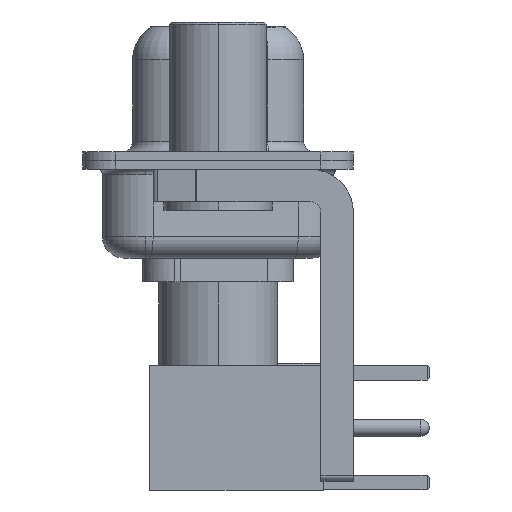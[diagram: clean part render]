
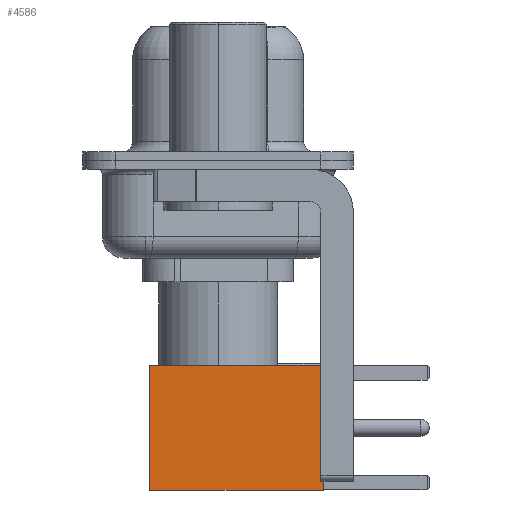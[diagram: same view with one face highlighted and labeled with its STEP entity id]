
A CAD part, left-side view. The second image highlights one B-rep face of the part: STEP entity #4586.
In plain terms, the highlighted face is planar.
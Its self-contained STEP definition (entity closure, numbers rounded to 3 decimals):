
#139 = PLANE ( 'NONE',  #16022 ) ;
#2452 = LINE ( 'NONE', #9495, #11292 ) ;
#3054 = DIRECTION ( 'NONE',  ( -1., 0., 0. ) ) ;
#3060 = EDGE_CURVE ( 'NONE', #19788, #7039, #2452, .T. ) ;
#4058 = VECTOR ( 'NONE', #6387, 1000. ) ;
#4586 = ADVANCED_FACE ( 'NONE', ( #11793 ), #139, .T. ) ;
#4677 = CARTESIAN_POINT ( 'NONE',  ( -2.875, 2.875, 0. ) ) ;
#5477 = VERTEX_POINT ( 'NONE', #8856 ) ;
#6387 = DIRECTION ( 'NONE',  ( 0., 0., -1. ) ) ;
#6843 = ORIENTED_EDGE ( 'NONE', *, *, #3060, .T. ) ;
#7039 = VERTEX_POINT ( 'NONE', #13032 ) ;
#7639 = EDGE_CURVE ( 'NONE', #5477, #7039, #18065, .T. ) ;
#8856 = CARTESIAN_POINT ( 'NONE',  ( -2.875, 2.875, 8. ) ) ;
#9495 = CARTESIAN_POINT ( 'NONE',  ( 0., 2.875, 0. ) ) ;
#11292 = VECTOR ( 'NONE', #27105, 1000. ) ;
#11793 = FACE_OUTER_BOUND ( 'NONE', #17918, .T. ) ;
#12323 = ORIENTED_EDGE ( 'NONE', *, *, #14159, .F. ) ;
#13032 = CARTESIAN_POINT ( 'NONE',  ( -2.875, 2.875, 0. ) ) ;
#14159 = EDGE_CURVE ( 'NONE', #26095, #5477, #23098, .T. ) ;
#14535 = ORIENTED_EDGE ( 'NONE', *, *, #7639, .F. ) ;
#14933 = EDGE_CURVE ( 'NONE', #26095, #19788, #19426, .T. ) ;
#15235 = CARTESIAN_POINT ( 'NONE',  ( 2.875, 2.875, 0. ) ) ;
#15984 = DIRECTION ( 'NONE',  ( 0., 0., 1. ) ) ;
#16022 = AXIS2_PLACEMENT_3D ( 'NONE', #24663, #26827, #15984 ) ;
#16371 = VECTOR ( 'NONE', #3054, 1000. ) ;
#16427 = CARTESIAN_POINT ( 'NONE',  ( 2.875, 2.875, 8. ) ) ;
#16859 = VECTOR ( 'NONE', #28235, 1000. ) ;
#17637 = ORIENTED_EDGE ( 'NONE', *, *, #14933, .T. ) ;
#17918 = EDGE_LOOP ( 'NONE', ( #17637, #6843, #14535, #12323 ) ) ;
#18065 = LINE ( 'NONE', #4677, #4058 ) ;
#19426 = LINE ( 'NONE', #15235, #16859 ) ;
#19788 = VERTEX_POINT ( 'NONE', #25189 ) ;
#23098 = LINE ( 'NONE', #25410, #16371 ) ;
#24663 = CARTESIAN_POINT ( 'NONE',  ( 2.875, 2.875, 0. ) ) ;
#25189 = CARTESIAN_POINT ( 'NONE',  ( 2.875, 2.875, 0. ) ) ;
#25410 = CARTESIAN_POINT ( 'NONE',  ( 0., 2.875, 8. ) ) ;
#26095 = VERTEX_POINT ( 'NONE', #16427 ) ;
#26827 = DIRECTION ( 'NONE',  ( 0., 1., 0. ) ) ;
#27105 = DIRECTION ( 'NONE',  ( -1., 0., 0. ) ) ;
#28235 = DIRECTION ( 'NONE',  ( 0., 0., -1. ) ) ;
